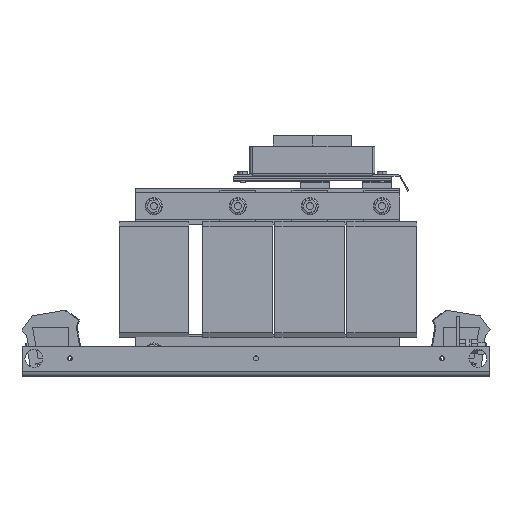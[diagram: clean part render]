
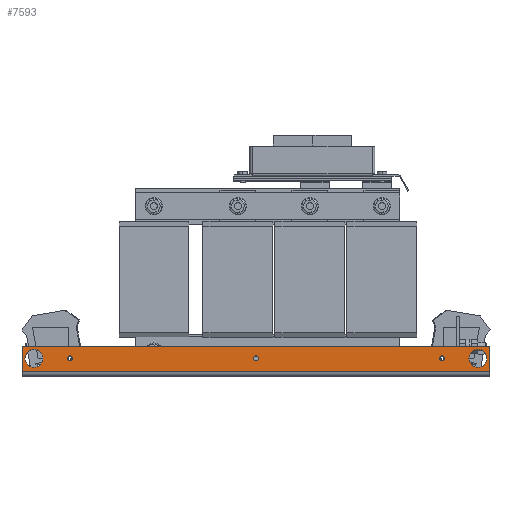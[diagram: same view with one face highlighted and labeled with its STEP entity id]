
A CAD part, top view. The second image highlights one B-rep face of the part: STEP entity #7593.
In plain terms, the highlighted planar face has unit normal (0, 0, 1).
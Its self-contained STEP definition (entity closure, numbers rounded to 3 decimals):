
#676 = EDGE_CURVE ( 'NONE', #14426, #17531, #31586, .T. ) ;
#996 = EDGE_CURVE ( 'NONE', #29903, #24084, #11292, .T. ) ;
#1034 = DIRECTION ( 'NONE',  ( 0., 0., 1. ) ) ;
#1335 = DIRECTION ( 'NONE',  ( 1., 0., 0. ) ) ;
#1488 = EDGE_LOOP ( 'NONE', ( #13396, #19420 ) ) ;
#1605 = CARTESIAN_POINT ( 'NONE',  ( -157.1, -10., 58.3 ) ) ;
#1647 = CARTESIAN_POINT ( 'NONE',  ( -152.9, -10., 58.3 ) ) ;
#1981 = AXIS2_PLACEMENT_3D ( 'NONE', #25478, #1034, #15654 ) ;
#2204 = AXIS2_PLACEMENT_3D ( 'NONE', #20976, #23338, #1335 ) ;
#2563 = FACE_BOUND ( 'NONE', #2665, .T. ) ;
#2665 = EDGE_LOOP ( 'NONE', ( #18156, #11648 ) ) ;
#2680 = AXIS2_PLACEMENT_3D ( 'NONE', #14924, #20064, #29669 ) ;
#3086 = VERTEX_POINT ( 'NONE', #12500 ) ;
#3155 = CIRCLE ( 'NONE', #4396, 7.5 ) ;
#3471 = ORIENTED_EDGE ( 'NONE', *, *, #13499, .F. ) ;
#3673 = DIRECTION ( 'NONE',  ( 0., 0., 1. ) ) ;
#4122 = EDGE_CURVE ( 'NONE', #3086, #9620, #16118, .T. ) ;
#4196 = ORIENTED_EDGE ( 'NONE', *, *, #17821, .F. ) ;
#4375 = DIRECTION ( 'NONE',  ( 0., 0., 1. ) ) ;
#4396 = AXIS2_PLACEMENT_3D ( 'NONE', #10297, #3673, #29283 ) ;
#4483 = VERTEX_POINT ( 'NONE', #21648 ) ;
#4817 = DIRECTION ( 'NONE',  ( 0., 1., 0. ) ) ;
#4995 = AXIS2_PLACEMENT_3D ( 'NONE', #17004, #29611, #22156 ) ;
#5213 = FACE_BOUND ( 'NONE', #23936, .T. ) ;
#5782 = ORIENTED_EDGE ( 'NONE', *, *, #4122, .F. ) ;
#7330 = CARTESIAN_POINT ( 'NONE',  ( -155., -10., 58.3 ) ) ;
#7593 = ADVANCED_FACE ( 'NONE', ( #9797, #5213, #2563, #29298, #7897, #9832 ), #22795, .F. ) ;
#7897 = FACE_BOUND ( 'NONE', #31687, .T. ) ;
#7988 = CIRCLE ( 'NONE', #4995, 2.1 ) ;
#8133 = DIRECTION ( 'NONE',  ( -1., 0., 0. ) ) ;
#8496 = AXIS2_PLACEMENT_3D ( 'NONE', #18360, #15792, #20732 ) ;
#8796 = VECTOR ( 'NONE', #14434, 1000. ) ;
#8818 = AXIS2_PLACEMENT_3D ( 'NONE', #23514, #4375, #19001 ) ;
#8826 = EDGE_CURVE ( 'NONE', #26389, #17306, #25385, .T. ) ;
#9213 = CARTESIAN_POINT ( 'NONE',  ( 195., -21., 58.3 ) ) ;
#9255 = AXIS2_PLACEMENT_3D ( 'NONE', #13424, #23372, #15767 ) ;
#9308 = CARTESIAN_POINT ( 'NONE',  ( 185., -10., 58.3 ) ) ;
#9620 = VERTEX_POINT ( 'NONE', #31314 ) ;
#9797 = FACE_OUTER_BOUND ( 'NONE', #29757, .T. ) ;
#9832 = FACE_BOUND ( 'NONE', #1488, .T. ) ;
#9862 = CARTESIAN_POINT ( 'NONE',  ( 157.1, -10., 58.3 ) ) ;
#9993 = VECTOR ( 'NONE', #25896, 1000. ) ;
#10297 = CARTESIAN_POINT ( 'NONE',  ( -185., -10., 58.3 ) ) ;
#10426 = CARTESIAN_POINT ( 'NONE',  ( 177.5, -10., 58.3 ) ) ;
#10812 = CARTESIAN_POINT ( 'NONE',  ( -195., -21., 58.3 ) ) ;
#11171 = EDGE_CURVE ( 'NONE', #29894, #12487, #3155, .T. ) ;
#11292 = LINE ( 'NONE', #23716, #15126 ) ;
#11523 = DIRECTION ( 'NONE',  ( 0., -1., 0. ) ) ;
#11531 = CARTESIAN_POINT ( 'NONE',  ( -177.5, -10., 58.3 ) ) ;
#11557 = EDGE_CURVE ( 'NONE', #17306, #26389, #22251, .T. ) ;
#11648 = ORIENTED_EDGE ( 'NONE', *, *, #8826, .F. ) ;
#12004 = EDGE_CURVE ( 'NONE', #24084, #14426, #30195, .T. ) ;
#12487 = VERTEX_POINT ( 'NONE', #11531 ) ;
#12490 = CARTESIAN_POINT ( 'NONE',  ( -195., -25., 58.3 ) ) ;
#12500 = CARTESIAN_POINT ( 'NONE',  ( -2.1, -10., 58.3 ) ) ;
#12898 = AXIS2_PLACEMENT_3D ( 'NONE', #23207, #25437, #8133 ) ;
#13396 = ORIENTED_EDGE ( 'NONE', *, *, #25943, .F. ) ;
#13424 = CARTESIAN_POINT ( 'NONE',  ( -155., -10., 58.3 ) ) ;
#13460 = CIRCLE ( 'NONE', #8818, 7.5 ) ;
#13499 = EDGE_CURVE ( 'NONE', #9620, #3086, #21390, .T. ) ;
#13725 = CARTESIAN_POINT ( 'NONE',  ( 195., -21., 58.3 ) ) ;
#13805 = CARTESIAN_POINT ( 'NONE',  ( -192.5, -10., 58.3 ) ) ;
#14426 = VERTEX_POINT ( 'NONE', #10812 ) ;
#14434 = DIRECTION ( 'NONE',  ( -1., 0., 0. ) ) ;
#14532 = DIRECTION ( 'NONE',  ( 0., 0., 1. ) ) ;
#14924 = CARTESIAN_POINT ( 'NONE',  ( 155., -10., 58.3 ) ) ;
#15126 = VECTOR ( 'NONE', #11523, 1000. ) ;
#15154 = ORIENTED_EDGE ( 'NONE', *, *, #11171, .F. ) ;
#15654 = DIRECTION ( 'NONE',  ( 1., 0., 0. ) ) ;
#15722 = ORIENTED_EDGE ( 'NONE', *, *, #12004, .F. ) ;
#15767 = DIRECTION ( 'NONE',  ( 1., 0., 0. ) ) ;
#15792 = DIRECTION ( 'NONE',  ( 0., 0., 1. ) ) ;
#16118 = CIRCLE ( 'NONE', #8496, 2.1 ) ;
#16303 = ORIENTED_EDGE ( 'NONE', *, *, #25190, .T. ) ;
#16539 = EDGE_CURVE ( 'NONE', #28475, #21589, #26559, .T. ) ;
#17004 = CARTESIAN_POINT ( 'NONE',  ( 155., -10., 58.3 ) ) ;
#17123 = EDGE_LOOP ( 'NONE', ( #24906, #29075 ) ) ;
#17306 = VERTEX_POINT ( 'NONE', #1647 ) ;
#17531 = VERTEX_POINT ( 'NONE', #26851 ) ;
#17821 = EDGE_CURVE ( 'NONE', #12487, #29894, #13460, .T. ) ;
#18156 = ORIENTED_EDGE ( 'NONE', *, *, #11557, .F. ) ;
#18360 = CARTESIAN_POINT ( 'NONE',  ( 0., -10., 58.3 ) ) ;
#19001 = DIRECTION ( 'NONE',  ( 1., 0., 0. ) ) ;
#19291 = DIRECTION ( 'NONE',  ( 0., 0., 1. ) ) ;
#19420 = ORIENTED_EDGE ( 'NONE', *, *, #21242, .F. ) ;
#19606 = DIRECTION ( 'NONE',  ( 1., 0., 0. ) ) ;
#20064 = DIRECTION ( 'NONE',  ( 0., 0., 1. ) ) ;
#20511 = VECTOR ( 'NONE', #4817, 1000. ) ;
#20732 = DIRECTION ( 'NONE',  ( 1., 0., 0. ) ) ;
#20939 = CARTESIAN_POINT ( 'NONE',  ( 152.9, -10., 58.3 ) ) ;
#20976 = CARTESIAN_POINT ( 'NONE',  ( 0., -10., 58.3 ) ) ;
#21242 = EDGE_CURVE ( 'NONE', #26712, #4483, #29288, .T. ) ;
#21390 = CIRCLE ( 'NONE', #2204, 2.1 ) ;
#21589 = VERTEX_POINT ( 'NONE', #9862 ) ;
#21648 = CARTESIAN_POINT ( 'NONE',  ( 192.5, -10., 58.3 ) ) ;
#21715 = DIRECTION ( 'NONE',  ( 1., 0., 0. ) ) ;
#22138 = AXIS2_PLACEMENT_3D ( 'NONE', #9308, #14532, #21715 ) ;
#22156 = DIRECTION ( 'NONE',  ( 1., 0., 0. ) ) ;
#22251 = CIRCLE ( 'NONE', #30992, 2.1 ) ;
#22795 = PLANE ( 'NONE',  #12898 ) ;
#23026 = LINE ( 'NONE', #28478, #9993 ) ;
#23207 = CARTESIAN_POINT ( 'NONE',  ( 0., -22., 58.3 ) ) ;
#23338 = DIRECTION ( 'NONE',  ( 0., 0., 1. ) ) ;
#23372 = DIRECTION ( 'NONE',  ( 0., 0., 1. ) ) ;
#23514 = CARTESIAN_POINT ( 'NONE',  ( -185., -10., 58.3 ) ) ;
#23716 = CARTESIAN_POINT ( 'NONE',  ( 195., -25., 58.3 ) ) ;
#23936 = EDGE_LOOP ( 'NONE', ( #3471, #5782 ) ) ;
#24084 = VERTEX_POINT ( 'NONE', #13725 ) ;
#24906 = ORIENTED_EDGE ( 'NONE', *, *, #30113, .F. ) ;
#25190 = EDGE_CURVE ( 'NONE', #29903, #17531, #23026, .T. ) ;
#25385 = CIRCLE ( 'NONE', #9255, 2.1 ) ;
#25437 = DIRECTION ( 'NONE',  ( 0., 0., -1. ) ) ;
#25478 = CARTESIAN_POINT ( 'NONE',  ( 185., -10., 58.3 ) ) ;
#25896 = DIRECTION ( 'NONE',  ( -1., 0., 0. ) ) ;
#25943 = EDGE_CURVE ( 'NONE', #4483, #26712, #26371, .T. ) ;
#25981 = CARTESIAN_POINT ( 'NONE',  ( 195., 0., 58.3 ) ) ;
#26371 = CIRCLE ( 'NONE', #22138, 7.5 ) ;
#26389 = VERTEX_POINT ( 'NONE', #1605 ) ;
#26533 = ORIENTED_EDGE ( 'NONE', *, *, #676, .F. ) ;
#26559 = CIRCLE ( 'NONE', #2680, 2.1 ) ;
#26712 = VERTEX_POINT ( 'NONE', #10426 ) ;
#26851 = CARTESIAN_POINT ( 'NONE',  ( -195., 0., 58.3 ) ) ;
#28475 = VERTEX_POINT ( 'NONE', #20939 ) ;
#28478 = CARTESIAN_POINT ( 'NONE',  ( -195., 0., 58.3 ) ) ;
#29075 = ORIENTED_EDGE ( 'NONE', *, *, #16539, .F. ) ;
#29283 = DIRECTION ( 'NONE',  ( 1., 0., 0. ) ) ;
#29288 = CIRCLE ( 'NONE', #1981, 7.5 ) ;
#29298 = FACE_BOUND ( 'NONE', #17123, .T. ) ;
#29611 = DIRECTION ( 'NONE',  ( 0., 0., 1. ) ) ;
#29669 = DIRECTION ( 'NONE',  ( 1., 0., 0. ) ) ;
#29757 = EDGE_LOOP ( 'NONE', ( #26533, #15722, #30242, #16303 ) ) ;
#29894 = VERTEX_POINT ( 'NONE', #13805 ) ;
#29903 = VERTEX_POINT ( 'NONE', #25981 ) ;
#30113 = EDGE_CURVE ( 'NONE', #21589, #28475, #7988, .T. ) ;
#30195 = LINE ( 'NONE', #9213, #8796 ) ;
#30242 = ORIENTED_EDGE ( 'NONE', *, *, #996, .F. ) ;
#30992 = AXIS2_PLACEMENT_3D ( 'NONE', #7330, #19291, #19606 ) ;
#31314 = CARTESIAN_POINT ( 'NONE',  ( 2.1, -10., 58.3 ) ) ;
#31586 = LINE ( 'NONE', #12490, #20511 ) ;
#31687 = EDGE_LOOP ( 'NONE', ( #4196, #15154 ) ) ;
